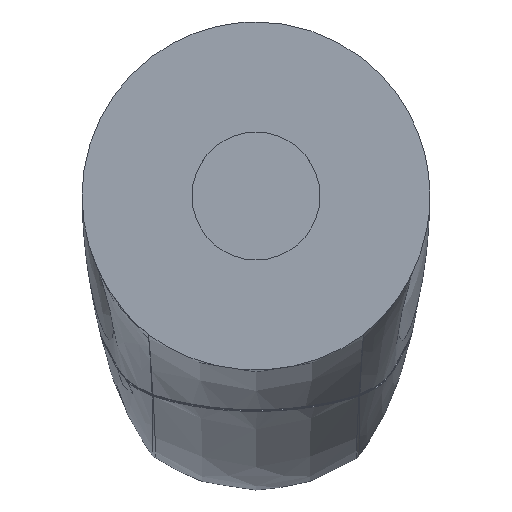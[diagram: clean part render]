
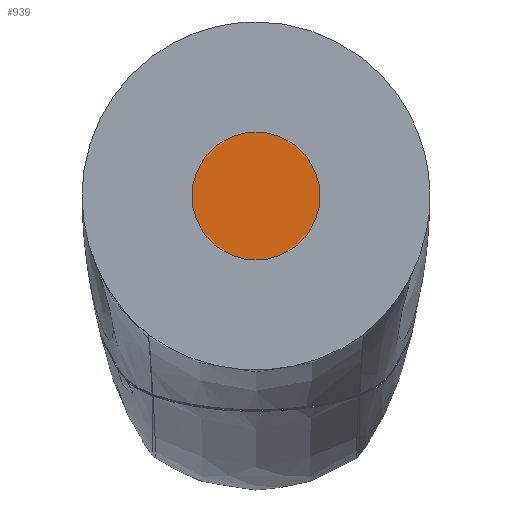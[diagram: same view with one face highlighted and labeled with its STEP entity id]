
A CAD part, top view. The second image highlights one B-rep face of the part: STEP entity #939.
In plain terms, the highlighted planar face has unit normal (0, 0, 1).
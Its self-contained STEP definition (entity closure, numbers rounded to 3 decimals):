
#668 = ORIENTED_EDGE ( 'NONE', *, *, #3430, .F. ) ;
#939 = ADVANCED_FACE ( 'NONE', ( #4714 ), #10726, .F. ) ;
#1478 = DIRECTION ( 'NONE',  ( -1., 0., 0. ) ) ;
#2856 = DIRECTION ( 'NONE',  ( 1., 0., 0. ) ) ;
#3174 = CIRCLE ( 'NONE', #11550, 25. ) ;
#3297 = CARTESIAN_POINT ( 'NONE',  ( 0., 0., 914.5 ) ) ;
#3430 = EDGE_CURVE ( 'NONE', #6268, #4475, #3657, .T. ) ;
#3657 = CIRCLE ( 'NONE', #6367, 25. ) ;
#4475 = VERTEX_POINT ( 'NONE', #11237 ) ;
#4714 = FACE_OUTER_BOUND ( 'NONE', #11269, .T. ) ;
#5489 = ORIENTED_EDGE ( 'NONE', *, *, #10409, .F. ) ;
#5876 = DIRECTION ( 'NONE',  ( 0., 0., -1. ) ) ;
#6268 = VERTEX_POINT ( 'NONE', #6685 ) ;
#6367 = AXIS2_PLACEMENT_3D ( 'NONE', #8579, #9602, #10622 ) ;
#6685 = CARTESIAN_POINT ( 'NONE',  ( -25., 0., 914.5 ) ) ;
#8579 = CARTESIAN_POINT ( 'NONE',  ( 0., 0., 914.5 ) ) ;
#9602 = DIRECTION ( 'NONE',  ( 0., 0., -1. ) ) ;
#10409 = EDGE_CURVE ( 'NONE', #4475, #6268, #3174, .T. ) ;
#10622 = DIRECTION ( 'NONE',  ( -1., 0., 0. ) ) ;
#10726 = PLANE ( 'NONE',  #10824 ) ;
#10824 = AXIS2_PLACEMENT_3D ( 'NONE', #11702, #5876, #2856 ) ;
#11237 = CARTESIAN_POINT ( 'NONE',  ( 25., 0., 914.5 ) ) ;
#11269 = EDGE_LOOP ( 'NONE', ( #5489, #668 ) ) ;
#11550 = AXIS2_PLACEMENT_3D ( 'NONE', #3297, #12152, #1478 ) ;
#11702 = CARTESIAN_POINT ( 'NONE',  ( 0., 0., 914.5 ) ) ;
#12152 = DIRECTION ( 'NONE',  ( 0., 0., -1. ) ) ;
